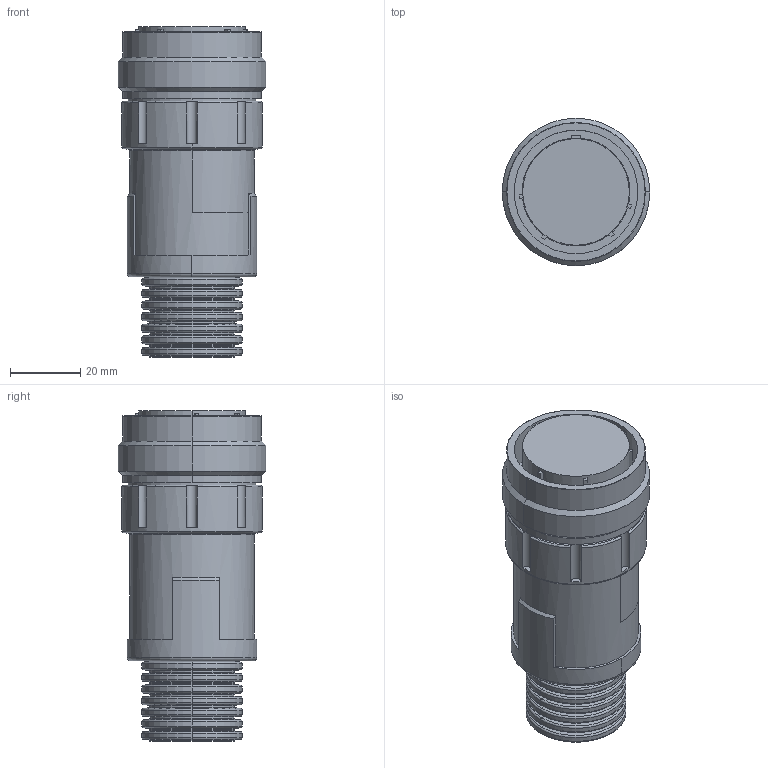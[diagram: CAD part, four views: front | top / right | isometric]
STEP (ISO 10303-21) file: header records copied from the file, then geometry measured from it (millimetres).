
FILE_DESCRIPTION((''),'2;1');
FILE_NAME('UT0622-UT022PMA_SCLIENT','2012-11-30T',('jfeurprier'),('SOURIAU'),'PRO/ENGINEER BY PARAMETRIC TECHNOLOGY CORPORATION, 2010140','PRO/ENGINEER BY PARAMETRIC TECHNOLOGY CORPORATION, 2010140','');
FILE_SCHEMA(('CONFIG_CONTROL_DESIGN'));
Length unit declared in the file: millimetre
Products named in the file (1): UT0622-UT022PMA_SCLIENT
Bounding box: 42 x 42 x 94.1 mm (x, y, z)
Volume: 91055.3 mm3; surface area: 17976.1 mm2
Topology: 1 solids, 1 shells, 194 faces, 452 edges, 265 vertices
Faces by surface type: cylinder 69, torus 47, plane 40, cone 38
Entity records: 5687 total; most frequent: CARTESIAN_POINT 1104, DIRECTION 1062, ORIENTED_EDGE 904, EDGE_CURVE 452, AXIS2_PLACEMENT_3D 446, VERTEX_POINT 265, CIRCLE 252, EDGE_LOOP 199
